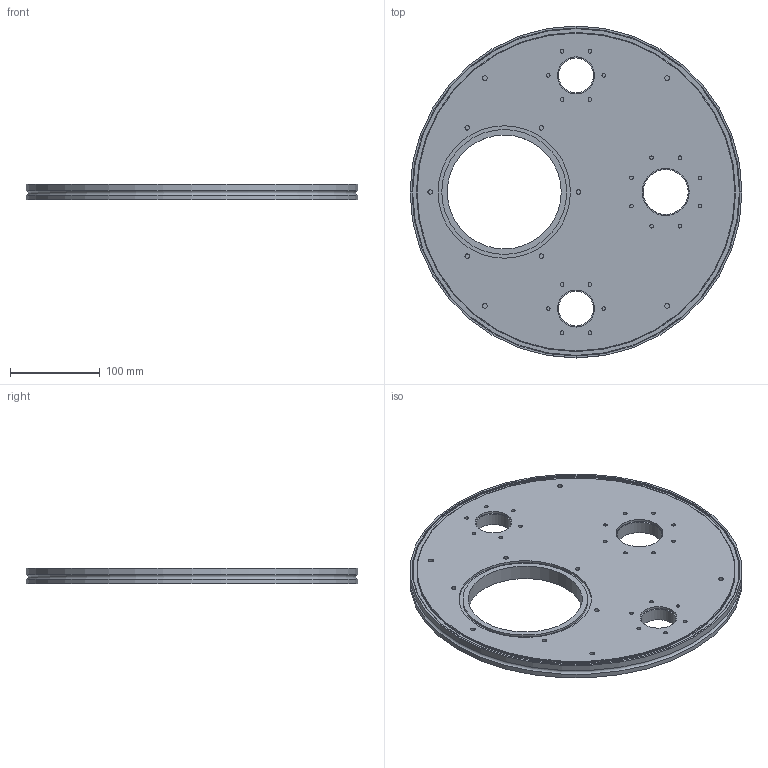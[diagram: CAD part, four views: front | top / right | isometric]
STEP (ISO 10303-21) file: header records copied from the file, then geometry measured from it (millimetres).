
FILE_DESCRIPTION(('Open CASCADE Model'),'2;1');
FILE_NAME('Open CASCADE Shape Model','2021-08-06T10:27:40',('Author'),( 'Open CASCADE'),'Open CASCADE STEP processor 7.5','Open CASCADE 7.5' ,'Unknown');
FILE_SCHEMA(('AUTOMOTIVE_DESIGN { 1 0 10303 214 1 1 1 1 }'));
Length unit declared in the file: millimetre
Products named in the file (1): Open CASCADE STEP translator 7.5 22
Bounding box: 370.08 x 370.08 x 17.02 mm (x, y, z)
Volume: 1479595 mm3; surface area: 236858.6 mm2
Topology: 1 solids, 1 shells, 91 faces, 147 edges, 97 vertices
Faces by surface type: cylinder 45, plane 41, torus 5
Full cylindrical faces by diameter (mm): 4.039 x20, 5 x6, 5.105 x4, 38.862 x2, 41.2 x2, 50.038 x1, 52.324 x1, 127 x1, 139.294 x1, 147.625 x1, 305.308 x1, 318.008 x1, 355.092 x1, 365.049 x1, 370.078 x2
Entity records: 4111 total; most frequent: DIRECTION 708, CARTESIAN_POINT 704, ORIENTED_EDGE 294, PCURVE 294, DEFINITIONAL_REPRESENTATION 294, LINE 244, VECTOR 244, AXIS2_PLACEMENT_3D 189
